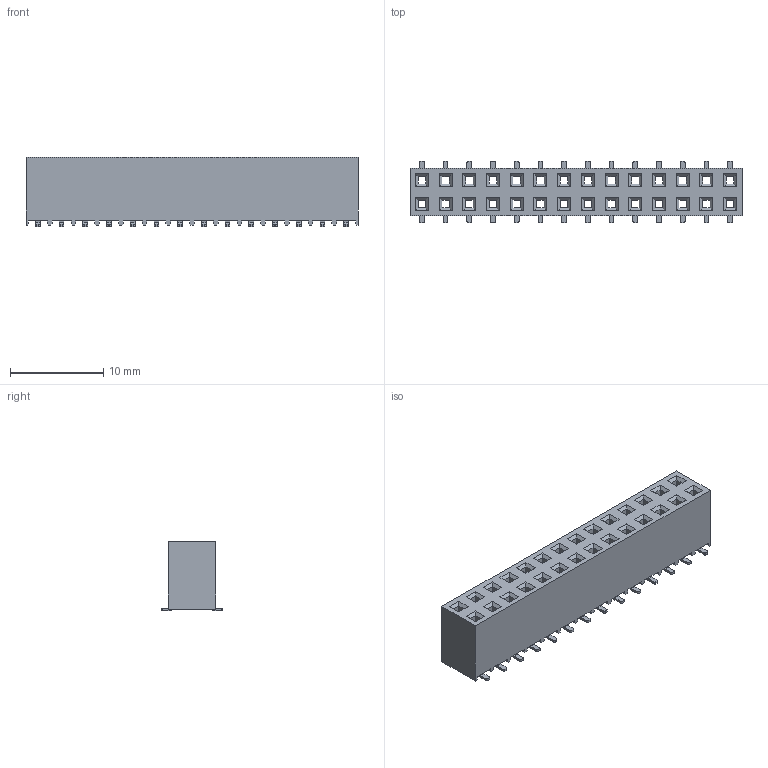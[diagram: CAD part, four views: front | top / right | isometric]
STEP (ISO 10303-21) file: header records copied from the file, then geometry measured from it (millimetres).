
FILE_DESCRIPTION(/* description */ (''),/* implementation_level */ '2;1');
FILE_NAME(/* name */ '963228-2000-XX-XX',/* time_stamp */ '2007-06-18T12:55:36+02:00',/* author */ (''),/* organization */ (''),/* preprocessor_version */ 'ST-DEVELOPER v9',/* originating_system */ 'UGS - NX 4.0',/* authorisation */ '');
FILE_SCHEMA (('AUTOMOTIVE_DESIGN { 1 0 10303 214 1 1 1 1 }'));
Length unit declared in the file: millimetre
Products named in the file (1): 963228-2000-XX-XX
Bounding box: 35.56 x 6.6 x 7.4 mm (x, y, z)
Volume: 989.6 mm3; surface area: 1859.3 mm2
Topology: 1 solids, 1 shells, 734 faces, 2000 edges, 1296 vertices
Faces by surface type: plane 622, cylinder 112
Entity records: 22888 total; most frequent: CARTESIAN_POINT 4031, ORIENTED_EDGE 4000, DIRECTION 3694, EDGE_CURVE 2000, LINE 1776, VECTOR 1776, VERTEX_POINT 1296, AXIS2_PLACEMENT_3D 959
